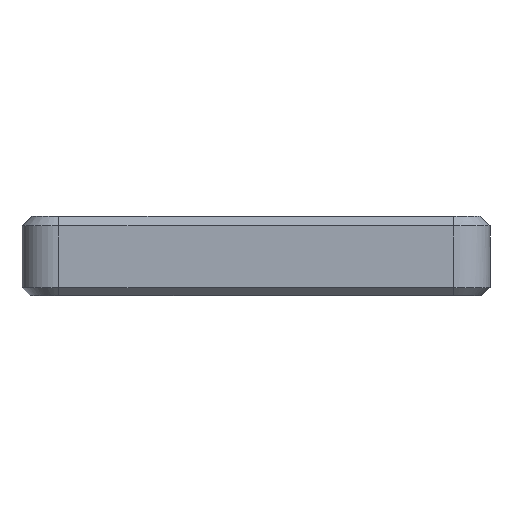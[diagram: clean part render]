
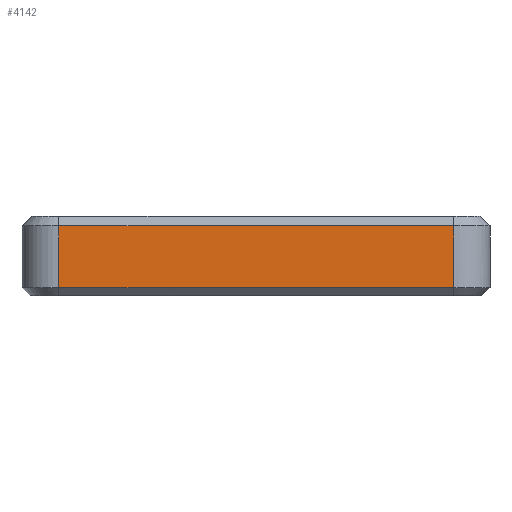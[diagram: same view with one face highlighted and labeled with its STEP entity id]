
A CAD part, front view. The second image highlights one B-rep face of the part: STEP entity #4142.
In plain terms, the highlighted planar face has unit normal (0, -1, 0).
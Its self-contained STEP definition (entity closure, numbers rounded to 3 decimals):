
#2377=CARTESIAN_POINT('',(0.029,-102.516,12.));
#2378=VERTEX_POINT('',#2377);
#2405=CARTESIAN_POINT('',(76.469,-102.516,12.));
#2406=VERTEX_POINT('',#2405);
#2407=CARTESIAN_POINT('',(0.029,-102.516,12.));
#2408=DIRECTION('',(1.,0.,-0.));
#2409=VECTOR('',#2408,76.44);
#2410=LINE('',#2407,#2409);
#2411=EDGE_CURVE('',#2378,#2406,#2410,.T.);
#4101=CARTESIAN_POINT('',(76.469,-102.516,0.031));
#4102=VERTEX_POINT('',#4101);
#4103=CARTESIAN_POINT('',(76.469,-102.516,0.031));
#4104=DIRECTION('',(0.,0.,1.));
#4105=VECTOR('',#4104,11.969);
#4106=LINE('',#4103,#4105);
#4107=EDGE_CURVE('',#4102,#2406,#4106,.T.);
#4119=CARTESIAN_POINT('',(76.469,-102.516,11.8));
#4120=DIRECTION('',(0.,1.,-0.));
#4121=DIRECTION('',(1.,0.,-0.));
#4122=AXIS2_PLACEMENT_3D('',#4119,#4120,#4121);
#4123=PLANE('',#4122);
#4124=ORIENTED_EDGE('',*,*,#4107,.T.);
#4125=ORIENTED_EDGE('',*,*,#2411,.F.);
#4126=CARTESIAN_POINT('',(0.029,-102.516,0.031));
#4127=VERTEX_POINT('',#4126);
#4128=CARTESIAN_POINT('',(0.029,-102.516,0.031));
#4129=DIRECTION('',(0.,0.,1.));
#4130=VECTOR('',#4129,11.969);
#4131=LINE('',#4128,#4130);
#4132=EDGE_CURVE('',#4127,#2378,#4131,.T.);
#4133=ORIENTED_EDGE('',*,*,#4132,.F.);
#4134=CARTESIAN_POINT('',(76.469,-102.516,0.031));
#4135=DIRECTION('',(-1.,0.,0.));
#4136=VECTOR('',#4135,76.44);
#4137=LINE('',#4134,#4136);
#4138=EDGE_CURVE('',#4102,#4127,#4137,.T.);
#4139=ORIENTED_EDGE('',*,*,#4138,.F.);
#4140=EDGE_LOOP('',(#4124,#4125,#4133,#4139));
#4141=FACE_BOUND('',#4140,.T.);
#4142=ADVANCED_FACE('',(#4141),#4123,.F.);
